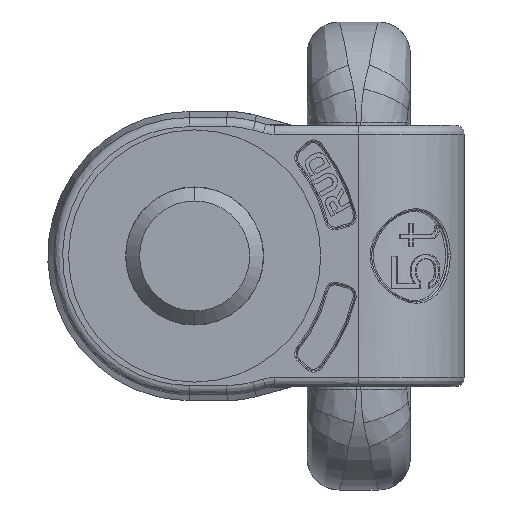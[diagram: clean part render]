
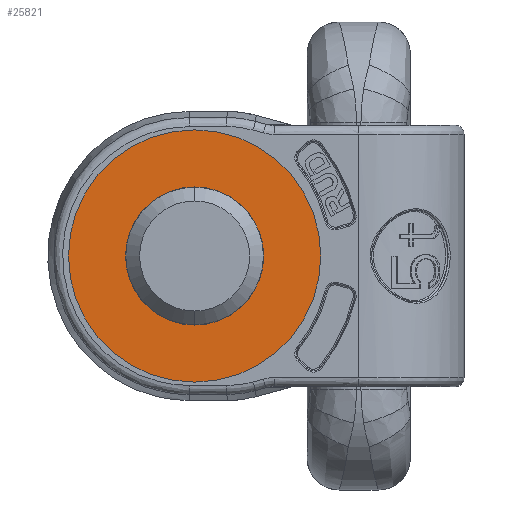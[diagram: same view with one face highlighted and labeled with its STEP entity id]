
A CAD part, front view. The second image highlights one B-rep face of the part: STEP entity #25821.
In plain terms, the highlighted planar face has unit normal (0, -1, 0).
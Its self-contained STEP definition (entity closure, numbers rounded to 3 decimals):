
#8067=CARTESIAN_POINT('',(-65.,-7.1,0.));
#8068=DIRECTION('',(0.,1.,0.));
#8069=DIRECTION('',(1.,0.,0.));
#8070=AXIS2_PLACEMENT_3D('',#8067,#8068,#8069);
#8072=CARTESIAN_POINT('',(-65.,-7.1,0.));
#8073=DIRECTION('',(0.,1.,0.));
#8074=DIRECTION('',(-1.,0.,0.));
#8075=AXIS2_PLACEMENT_3D('',#8072,#8073,#8074);
#8085=CARTESIAN_POINT('',(-65.,-7.1,0.));
#8086=DIRECTION('',(0.,1.,0.));
#8087=DIRECTION('',(1.,0.,0.));
#8088=AXIS2_PLACEMENT_3D('',#8085,#8086,#8087);
#8090=CARTESIAN_POINT('',(-65.,-7.1,0.));
#8091=DIRECTION('',(0.,-1.,0.));
#8092=DIRECTION('',(1.,0.,0.));
#8093=AXIS2_PLACEMENT_3D('',#8090,#8091,#8092);
#9177=CARTESIAN_POINT('',(-37.5,-7.1,0.));
#9179=VERTEX_POINT('',#9177);
#9185=CARTESIAN_POINT('',(-92.5,-7.1,0.));
#9187=VERTEX_POINT('',#9185);
#9209=CARTESIAN_POINT('',(-49.95,-7.1,0.));
#9210=CARTESIAN_POINT('',(-80.05,-7.1,0.));
#9211=VERTEX_POINT('',#9209);
#9212=VERTEX_POINT('',#9210);
#25806=CARTESIAN_POINT('',(-65.,-7.1,0.));
#25807=DIRECTION('',(0.,-1.,0.));
#25808=DIRECTION('',(-1.,0.,0.));
#25809=AXIS2_PLACEMENT_3D('',#25806,#25807,#25808);
#25810=PLANE('',#25809);
#25812=ORIENTED_EDGE('',*,*,#25811,.T.);
#25814=ORIENTED_EDGE('',*,*,#25813,.F.);
#25815=EDGE_LOOP('',(#25812,#25814));
#25816=FACE_OUTER_BOUND('',#25815,.F.);
#25817=ORIENTED_EDGE('',*,*,#25785,.F.);
#25818=ORIENTED_EDGE('',*,*,#25799,.F.);
#25819=EDGE_LOOP('',(#25817,#25818));
#25820=FACE_BOUND('',#25819,.F.);
#25821=ADVANCED_FACE('',(#25816,#25820),#25810,.T.);
#8071=CIRCLE('',#8070,15.05);
#8076=CIRCLE('',#8075,15.05);
#8089=CIRCLE('',#8088,27.5);
#8094=CIRCLE('',#8093,27.5);
#25785=EDGE_CURVE('',#9211,#9212,#8071,.T.);
#25799=EDGE_CURVE('',#9212,#9211,#8076,.T.);
#25811=EDGE_CURVE('',#9179,#9187,#8089,.T.);
#25813=EDGE_CURVE('',#9179,#9187,#8094,.T.);
